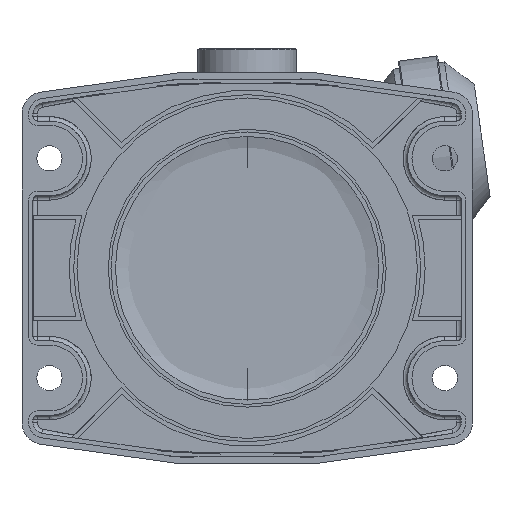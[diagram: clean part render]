
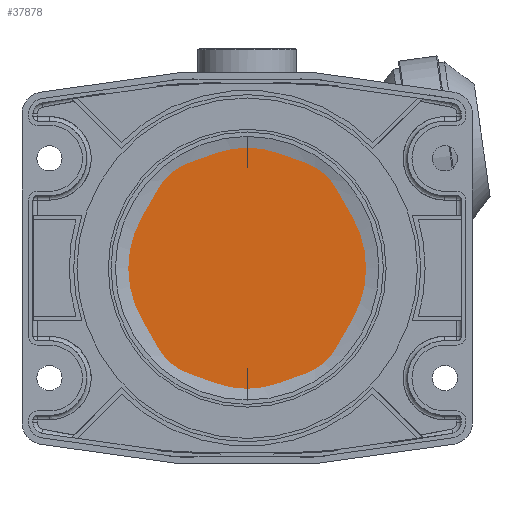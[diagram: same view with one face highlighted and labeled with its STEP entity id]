
A CAD part, front view. The second image highlights one B-rep face of the part: STEP entity #37878.
In plain terms, the highlighted face is planar.
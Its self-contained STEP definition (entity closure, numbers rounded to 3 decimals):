
#2447 = CARTESIAN_POINT ( 'NONE',  ( 65.5, 0., 12. ) ) ;
#4640 = EDGE_CURVE ( 'NONE', #5100, #4937, #11358, .T. ) ;
#4937 = VERTEX_POINT ( 'NONE', #6154 ) ;
#5100 = VERTEX_POINT ( 'NONE', #2447 ) ;
#6154 = CARTESIAN_POINT ( 'NONE',  ( -65.5, 0., 12. ) ) ;
#7264 = CARTESIAN_POINT ( 'NONE',  ( 0., 0., 12. ) ) ;
#9225 = DIRECTION ( 'NONE',  ( -1., 0., 0. ) ) ;
#10826 = AXIS2_PLACEMENT_3D ( 'NONE', #46203, #37683, #13998 ) ;
#11358 = CIRCLE ( 'NONE', #51297, 65.5 ) ;
#12025 = DIRECTION ( 'NONE',  ( -1., 0., 0. ) ) ;
#13738 = FACE_OUTER_BOUND ( 'NONE', #17946, .T. ) ;
#13998 = DIRECTION ( 'NONE',  ( -1., 0., 0. ) ) ;
#16774 = AXIS2_PLACEMENT_3D ( 'NONE', #21992, #38214, #9225 ) ;
#17946 = EDGE_LOOP ( 'NONE', ( #31159, #50218 ) ) ;
#21992 = CARTESIAN_POINT ( 'NONE',  ( 0., 0., 12. ) ) ;
#28654 = CIRCLE ( 'NONE', #16774, 65.5 ) ;
#29953 = PLANE ( 'NONE',  #10826 ) ;
#31159 = ORIENTED_EDGE ( 'NONE', *, *, #38285, .T. ) ;
#37683 = DIRECTION ( 'NONE',  ( 0., 0., -1. ) ) ;
#37878 = ADVANCED_FACE ( 'NONE', ( #13738 ), #29953, .T. ) ;
#38214 = DIRECTION ( 'NONE',  ( 0., 0., -1. ) ) ;
#38285 = EDGE_CURVE ( 'NONE', #4937, #5100, #28654, .T. ) ;
#46203 = CARTESIAN_POINT ( 'NONE',  ( -133., 133., 12. ) ) ;
#50218 = ORIENTED_EDGE ( 'NONE', *, *, #4640, .T. ) ;
#51297 = AXIS2_PLACEMENT_3D ( 'NONE', #7264, #52454, #12025 ) ;
#52454 = DIRECTION ( 'NONE',  ( 0., 0., -1. ) ) ;
